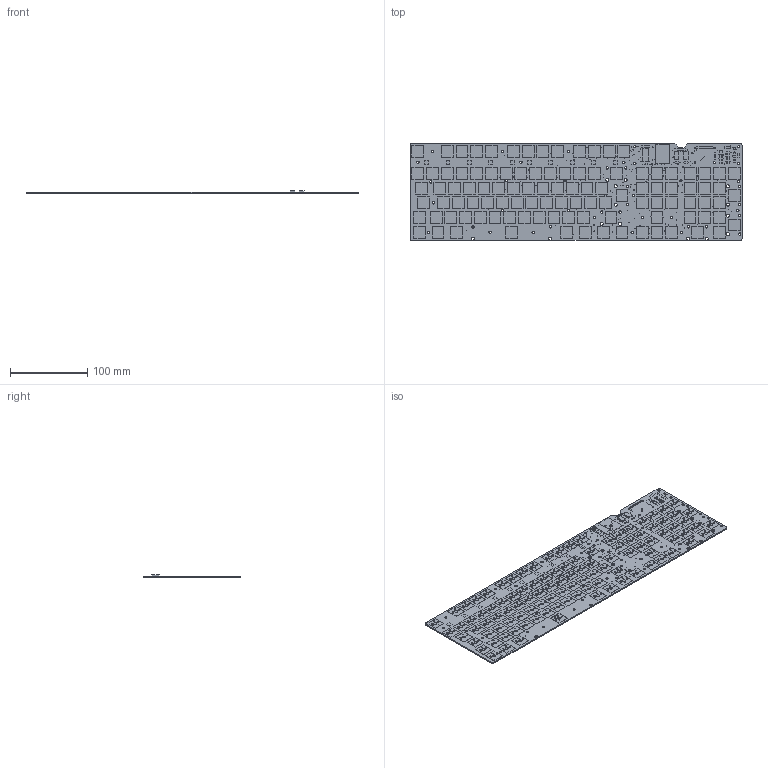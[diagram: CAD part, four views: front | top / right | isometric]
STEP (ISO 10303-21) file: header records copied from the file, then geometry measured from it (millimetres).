
FILE_DESCRIPTION(/* description */ (''),/* implementation_level */ '2;1');
FILE_NAME(/* name */ '2f4af1c0-e06f-4452-a034-0cd243853f9f.stp',/* time_stamp */ '2023-11-28T15:06:36Z',/* author */ (''),/* organization */ (''),/* preprocessor_version */ 'ST-DEVELOPER v20',/* originating_system */ 'Autodesk Translation Framework v12.14.0.127',/* authorisation */ '');
FILE_SCHEMA (('AUTOMOTIVE_DESIGN { 1 0 10303 214 3 1 1 }'));
Length unit declared in the file: millimetre
Products named in the file (18): 2f4af1c0-e06f-4452-a034-0cd243853f9f; PCB Component; Board; CHERRY-MX; 1; ESP32-S3HOLE; SOD123FL; 74HC154D; BOOT; TP4056; DW01A; FS8205A; F-1X02-SIP-100-40; F-1X08-SIP-100-40; 1K; 1.0uF; ME6211C33M5G; WS2812B5050
Assembly tree (233 placements, depth 3):
  2f4af1c0-e06f-4452-a034-0cd243853f9f
    PCB Component
      Board
      CHERRY-MX  x105
      1  x2
      ESP32-S3HOLE
      SOD123FL  x92
      74HC154D
      BOOT  x2
      TP4056
      DW01A
      FS8205A
      F-1X02-SIP-100-40
      F-1X08-SIP-100-40
      1K  x7
      1.0uF  x5
      ME6211C33M5G
      WS2812B5050  x10
Bounding box: 428.5 x 125 x 3.63 mm (x, y, z)
Volume: 82541.7 mm3; surface area: 163289.3 mm2
Topology: 232 solids, 232 shells, 2322 faces, 5574 edges, 3716 vertices
Faces by surface type: plane 1396, cylinder 926
Full cylindrical faces by diameter (mm): 0.35 x310, 0.813 x8, 1.016 x18, 1.5 x210, 1.714 x210, 2 x4, 3 x42, 3.81 x1, 4 x119
Entity records: 41851 total; most frequent: DIRECTION 7388, CARTESIAN_POINT 6247, ORIENTED_EDGE 5964, AXIS2_PLACEMENT_3D 3129, EDGE_CURVE 2982, EDGE_LOOP 2870, VERTEX_POINT 1988, CIRCLE 1852
